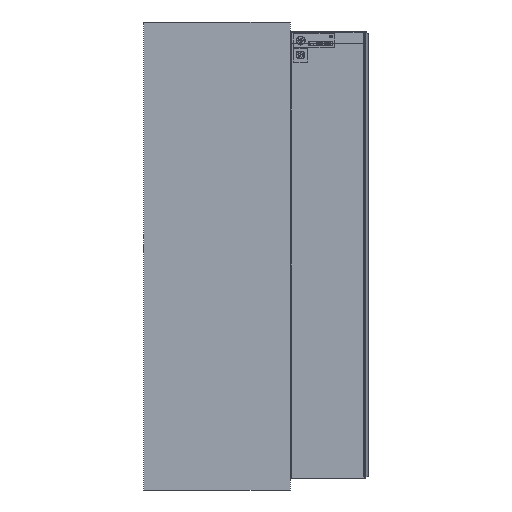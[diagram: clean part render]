
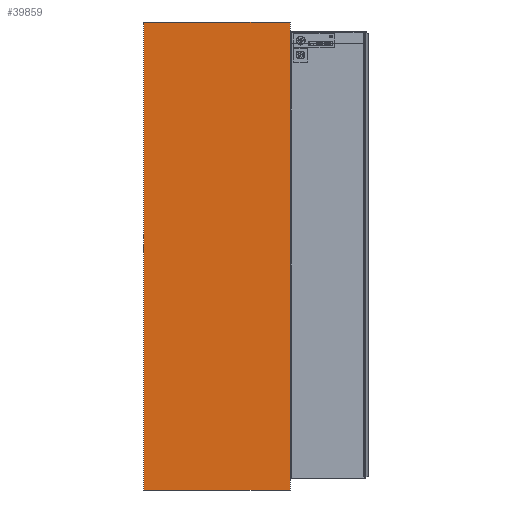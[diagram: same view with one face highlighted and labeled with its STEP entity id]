
A CAD part, left-side view. The second image highlights one B-rep face of the part: STEP entity #39859.
In plain terms, the highlighted planar face has unit normal (-1, 0, 0).
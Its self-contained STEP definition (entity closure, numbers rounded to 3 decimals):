
#1743=LINE('',#54224,#5878);
#1812=LINE('',#54377,#5947);
#1815=LINE('',#54382,#5950);
#1816=LINE('',#54383,#5951);
#5878=VECTOR('',#45170,10.);
#5947=VECTOR('',#45325,10.);
#5950=VECTOR('',#45330,10.);
#5951=VECTOR('',#45331,10.);
#9858=PLANE('',#42289);
#11950=FACE_OUTER_BOUND('',#14212,.T.);
#14212=EDGE_LOOP('',(#27186,#27187,#27188,#27189));
#17437=VERTEX_POINT('',#54221);
#17438=VERTEX_POINT('',#54223);
#17478=VERTEX_POINT('',#54374);
#17479=VERTEX_POINT('',#54376);
#21209=EDGE_CURVE('',#17437,#17438,#1743,.T.);
#21285=EDGE_CURVE('',#17478,#17479,#1812,.T.);
#21288=EDGE_CURVE('',#17438,#17478,#1815,.T.);
#21289=EDGE_CURVE('',#17479,#17437,#1816,.T.);
#27186=ORIENTED_EDGE('',*,*,#21288,.F.);
#27187=ORIENTED_EDGE('',*,*,#21209,.F.);
#27188=ORIENTED_EDGE('',*,*,#21289,.F.);
#27189=ORIENTED_EDGE('',*,*,#21285,.F.);
#39859=ADVANCED_FACE('',(#11950),#9858,.T.);
#42289=AXIS2_PLACEMENT_3D('',#54381,#45328,#45329);
#45170=DIRECTION('',(0.,-1.,0.));
#45325=DIRECTION('',(0.,1.,0.));
#45328=DIRECTION('center_axis',(-1.,0.,0.));
#45329=DIRECTION('ref_axis',(0.,-1.,0.));
#45330=DIRECTION('',(0.,0.,-1.));
#45331=DIRECTION('',(0.,0.,1.));
#54221=CARTESIAN_POINT('',(-598.25,308.25,984.));
#54223=CARTESIAN_POINT('',(-598.25,-308.25,984.));
#54224=CARTESIAN_POINT('',(-598.25,308.25,984.));
#54374=CARTESIAN_POINT('',(-598.25,-308.25,-984.));
#54376=CARTESIAN_POINT('',(-598.25,308.25,-984.));
#54377=CARTESIAN_POINT('',(-598.25,308.25,-984.));
#54381=CARTESIAN_POINT('Origin',(-598.25,308.25,0.));
#54382=CARTESIAN_POINT('',(-598.25,-308.25,0.));
#54383=CARTESIAN_POINT('',(-598.25,308.25,0.));
